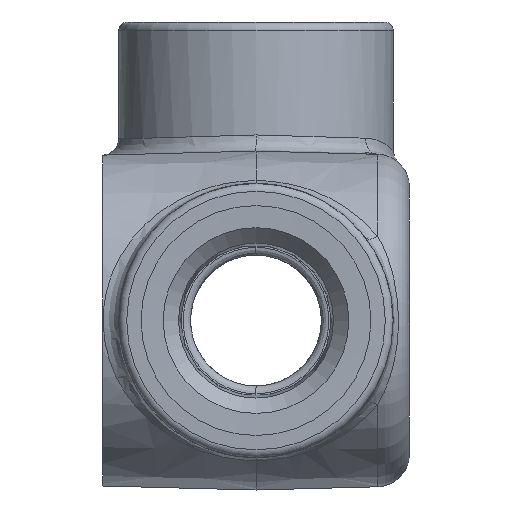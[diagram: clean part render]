
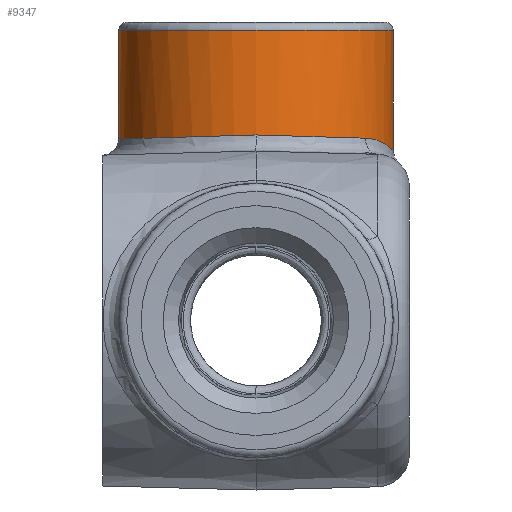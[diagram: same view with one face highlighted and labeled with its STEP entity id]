
A CAD part, left-side view. The second image highlights one B-rep face of the part: STEP entity #9347.
In plain terms, the highlighted cylindrical face has radius 26.988 mm (diameter 53.975 mm), a full revolution.
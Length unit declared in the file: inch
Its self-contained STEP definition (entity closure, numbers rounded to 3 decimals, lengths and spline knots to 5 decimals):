
#45=CYLINDRICAL_SURFACE('',#9973,1.0625);
#119=ELLIPSE('',#9956,1.06295,1.0625);
#120=ELLIPSE('',#9974,1.06295,1.0625);
#121=ELLIPSE('',#9975,1.06295,1.0625);
#653=B_SPLINE_CURVE_WITH_KNOTS('',3,(#22679,#22680,#22681,#22682,#22683,
#22684,#22685,#22686,#22687,#22688),.UNSPECIFIED.,.F.,.F.,(4,1,1,1,1,1,
1,4),(0.,0.5629,1.1258,1.6887,2.25159,
2.81449,3.37739,3.94029),.UNSPECIFIED.);
#1292=FACE_OUTER_BOUND('',#1832,.T.);
#1832=EDGE_LOOP('',(#7637,#7638,#7639,#7640,#7641,#7642,#7643,#7644,#7645));
#2381=LINE('',#22676,#3115);
#3115=VECTOR('',#11212,1.0625);
#3704=CIRCLE('',#9951,1.0625);
#3705=CIRCLE('',#9952,1.0625);
#3707=CIRCLE('',#9954,1.0625);
#4250=VERTEX_POINT('',#22144);
#4251=VERTEX_POINT('',#22145);
#4252=VERTEX_POINT('',#22147);
#4255=VERTEX_POINT('',#22204);
#4256=VERTEX_POINT('',#22236);
#4277=VERTEX_POINT('',#22674);
#4278=VERTEX_POINT('',#22677);
#5437=EDGE_CURVE('',#4250,#4251,#3704,.T.);
#5438=EDGE_CURVE('',#4251,#4252,#3705,.T.);
#5440=EDGE_CURVE('',#4252,#4250,#3707,.T.);
#5443=EDGE_CURVE('',#4255,#4256,#119,.T.);
#5475=EDGE_CURVE('',#4256,#4277,#120,.T.);
#5476=EDGE_CURVE('',#4255,#4251,#2381,.T.);
#5477=EDGE_CURVE('',#4278,#4255,#121,.T.);
#5478=EDGE_CURVE('',#4277,#4278,#653,.T.);
#7637=ORIENTED_EDGE('',*,*,#5475,.F.);
#7638=ORIENTED_EDGE('',*,*,#5443,.F.);
#7639=ORIENTED_EDGE('',*,*,#5476,.T.);
#7640=ORIENTED_EDGE('',*,*,#5437,.F.);
#7641=ORIENTED_EDGE('',*,*,#5440,.F.);
#7642=ORIENTED_EDGE('',*,*,#5438,.F.);
#7643=ORIENTED_EDGE('',*,*,#5476,.F.);
#7644=ORIENTED_EDGE('',*,*,#5477,.F.);
#7645=ORIENTED_EDGE('',*,*,#5478,.F.);
#9347=ADVANCED_FACE('',(#1292),#45,.T.);
#9951=AXIS2_PLACEMENT_3D('',#22146,#11154,#11155);
#9952=AXIS2_PLACEMENT_3D('',#22148,#11156,#11157);
#9954=AXIS2_PLACEMENT_3D('',#22150,#11160,#11161);
#9956=AXIS2_PLACEMENT_3D('',#22237,#11164,#11165);
#9973=AXIS2_PLACEMENT_3D('',#22673,#11208,#11209);
#9974=AXIS2_PLACEMENT_3D('',#22675,#11210,#11211);
#9975=AXIS2_PLACEMENT_3D('',#22678,#11213,#11214);
#11154=DIRECTION('center_axis',(0.,0.,1.));
#11155=DIRECTION('ref_axis',(0.,-1.,0.));
#11156=DIRECTION('center_axis',(0.,0.,1.));
#11157=DIRECTION('ref_axis',(0.,-1.,0.));
#11160=DIRECTION('center_axis',(0.,0.,1.));
#11161=DIRECTION('ref_axis',(0.,-1.,0.));
#11164=DIRECTION('center_axis',(0.,-0.029,
-1.));
#11165=DIRECTION('ref_axis',(0.,1.,-0.029));
#11208=DIRECTION('center_axis',(0.,0.,-1.));
#11209=DIRECTION('ref_axis',(1.,0.,0.));
#11210=DIRECTION('center_axis',(0.,0.029,
-1.));
#11211=DIRECTION('ref_axis',(0.,-1.,-0.029));
#11212=DIRECTION('',(0.,0.,1.));
#11213=DIRECTION('center_axis',(0.,0.029,
-1.));
#11214=DIRECTION('ref_axis',(0.,-1.,-0.029));
#22144=CARTESIAN_POINT('',(0.,1.0625,2.24711));
#22145=CARTESIAN_POINT('',(-1.0625,0.,2.24711));
#22146=CARTESIAN_POINT('Origin',(0.,0.,2.24711));
#22147=CARTESIAN_POINT('',(1.0625,0.,2.24711));
#22148=CARTESIAN_POINT('Origin',(0.,0.,2.24711));
#22150=CARTESIAN_POINT('Origin',(0.,0.,2.24711));
#22204=CARTESIAN_POINT('',(-1.0625,0.,1.43754));
#22236=CARTESIAN_POINT('',(1.0625,0.,1.43754));
#22237=CARTESIAN_POINT('Origin',(0.,0.,1.43754));
#22673=CARTESIAN_POINT('Origin',(0.,0.,2.3125));
#22674=CARTESIAN_POINT('',(0.64069,-0.8476,1.41274));
#22675=CARTESIAN_POINT('Origin',(0.,0.,1.43754));
#22676=CARTESIAN_POINT('',(-1.0625,0.,2.3125));
#22677=CARTESIAN_POINT('',(-0.64069,-0.8476,1.41274));
#22678=CARTESIAN_POINT('Origin',(0.,0.,1.43754));
#22679=CARTESIAN_POINT('Ctrl Pts',(0.64069,-0.8476,
1.41274));
#22680=CARTESIAN_POINT('Ctrl Pts',(0.58797,-0.88745,
1.41157));
#22681=CARTESIAN_POINT('Ctrl Pts',(0.47554,-0.95686,
1.39392));
#22682=CARTESIAN_POINT('Ctrl Pts',(0.29344,-1.02735,1.35092));
#22683=CARTESIAN_POINT('Ctrl Pts',(0.10001,-1.06401,
1.31597));
#22684=CARTESIAN_POINT('Ctrl Pts',(-0.09995,-1.06401,
1.31609));
#22685=CARTESIAN_POINT('Ctrl Pts',(-0.2935,-1.02732,
1.35093));
#22686=CARTESIAN_POINT('Ctrl Pts',(-0.47551,-0.95687,
1.39394));
#22687=CARTESIAN_POINT('Ctrl Pts',(-0.58797,-0.88745,
1.41157));
#22688=CARTESIAN_POINT('Ctrl Pts',(-0.64069,-0.8476,
1.41274));
